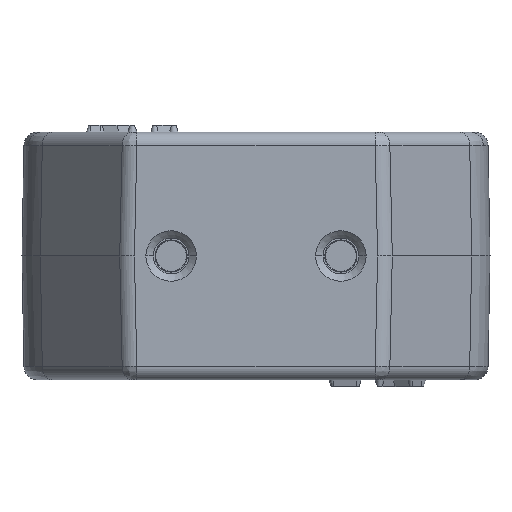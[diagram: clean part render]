
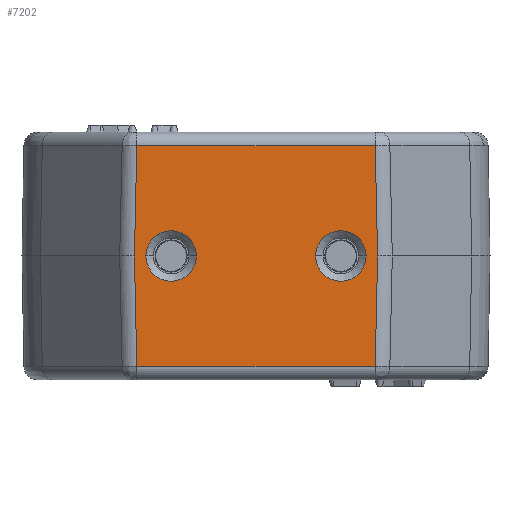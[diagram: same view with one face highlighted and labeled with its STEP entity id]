
A CAD part, front view. The second image highlights one B-rep face of the part: STEP entity #7202.
In plain terms, the highlighted planar face has unit normal (0, -1, 0).
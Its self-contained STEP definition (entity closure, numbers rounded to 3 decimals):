
#27 = CARTESIAN_POINT ( 'NONE',  ( -27.089, -67.5, 27.031 ) ) ;
#28 = DIRECTION ( 'NONE',  ( 0.022, 0., -1. ) ) ;
#33 = CARTESIAN_POINT ( 'NONE',  ( 18.5, -67.5, 0. ) ) ;
#36 = CARTESIAN_POINT ( 'NONE',  ( -18.5, -67.5, 0. ) ) ;
#39 = CARTESIAN_POINT ( 'NONE',  ( 25.91, -67.5, -24. ) ) ;
#40 = DIRECTION ( 'NONE',  ( 1., 0., 0. ) ) ;
#42 = DIRECTION ( 'NONE',  ( 0., -1., 0. ) ) ;
#43 = DIRECTION ( 'NONE',  ( 1., 0., 0. ) ) ;
#44 = CARTESIAN_POINT ( 'NONE',  ( 27.062, -67.5, 25.788 ) ) ;
#45 = DIRECTION ( 'NONE',  ( 0.022, 0., 1. ) ) ;
#47 = DIRECTION ( 'NONE',  ( 0., -1., 0. ) ) ;
#48 = DIRECTION ( 'NONE',  ( -1., 0., 0. ) ) ;
#49 = CARTESIAN_POINT ( 'NONE',  ( -28.5, -67.5, 24. ) ) ;
#50 = DIRECTION ( 'NONE',  ( -1., 0., 0. ) ) ;
#2957 = FACE_BOUND ( 'NONE', #5192, .T. ) ;
#2964 = FACE_BOUND ( 'NONE', #5031, .T. ) ;
#2966 = FACE_OUTER_BOUND ( 'NONE', #5138, .T. ) ;
#3834 = CARTESIAN_POINT ( 'NONE',  ( -18.5, -67.5, 0. ) ) ;
#3835 = DIRECTION ( 'NONE',  ( 0., -1., 0. ) ) ;
#3836 = DIRECTION ( 'NONE',  ( -1., 0., 0. ) ) ;
#3844 = CARTESIAN_POINT ( 'NONE',  ( 18.5, -67.5, 0. ) ) ;
#3845 = DIRECTION ( 'NONE',  ( 0., -1., 0. ) ) ;
#3846 = DIRECTION ( 'NONE',  ( 1., 0., 0. ) ) ;
#4236 = CARTESIAN_POINT ( 'NONE',  ( 25.884, -67.5, 28.187 ) ) ;
#4238 = DIRECTION ( 'NONE',  ( -0.022, 0., 1. ) ) ;
#4252 = CARTESIAN_POINT ( 'NONE',  ( -25.911, -67.5, 26.944 ) ) ;
#4253 = DIRECTION ( 'NONE',  ( -0.022, 0., -1. ) ) ;
#4324 = CIRCLE ( 'NONE', #8018, 5.5 ) ;
#4330 = CIRCLE ( 'NONE', #8021, 5.5 ) ;
#4567 = LINE ( 'NONE', #4236, #4577 ) ;
#4577 = VECTOR ( 'NONE', #4238, 1000. ) ;
#4585 = VECTOR ( 'NONE', #4253, 1000. ) ;
#4586 = LINE ( 'NONE', #4252, #4585 ) ;
#4628 = LINE ( 'NONE', #44, #4638 ) ;
#4632 = LINE ( 'NONE', #27, #4633 ) ;
#4633 = VECTOR ( 'NONE', #28, 1000. ) ;
#4634 = LINE ( 'NONE', #49, #4640 ) ;
#4635 = LINE ( 'NONE', #39, #4636 ) ;
#4636 = VECTOR ( 'NONE', #40, 1000. ) ;
#4638 = VECTOR ( 'NONE', #45, 1000. ) ;
#4640 = VECTOR ( 'NONE', #50, 1000. ) ;
#4641 = CIRCLE ( 'NONE', #8073, 5.5 ) ;
#4644 = CIRCLE ( 'NONE', #8074, 5.5 ) ;
#5031 = EDGE_LOOP ( 'NONE', ( #13825, #13826 ) ) ;
#5138 = EDGE_LOOP ( 'NONE', ( #13827, #13828, #13829, #13830, #13831, #13832 ) ) ;
#5192 = EDGE_LOOP ( 'NONE', ( #13823, #13824 ) ) ;
#7202 = ADVANCED_FACE ( 'NONE', ( #2957, #2964, #2966 ), #8233, .F. ) ;
#7274 = VERTEX_POINT ( 'NONE', #8550 ) ;
#7277 = VERTEX_POINT ( 'NONE', #8553 ) ;
#7281 = VERTEX_POINT ( 'NONE', #8557 ) ;
#7282 = VERTEX_POINT ( 'NONE', #8558 ) ;
#7387 = VERTEX_POINT ( 'NONE', #8663 ) ;
#7391 = VERTEX_POINT ( 'NONE', #8667 ) ;
#7400 = VERTEX_POINT ( 'NONE', #8676 ) ;
#7432 = VERTEX_POINT ( 'NONE', #8708 ) ;
#7444 = VERTEX_POINT ( 'NONE', #8720 ) ;
#7445 = VERTEX_POINT ( 'NONE', #8721 ) ;
#7813 = AXIS2_PLACEMENT_3D ( 'NONE', #8232, #8234, #8235 ) ;
#8018 = AXIS2_PLACEMENT_3D ( 'NONE', #3834, #3835, #3836 ) ;
#8021 = AXIS2_PLACEMENT_3D ( 'NONE', #3844, #3845, #3846 ) ;
#8073 = AXIS2_PLACEMENT_3D ( 'NONE', #33, #42, #43 ) ;
#8074 = AXIS2_PLACEMENT_3D ( 'NONE', #36, #47, #48 ) ;
#8232 = CARTESIAN_POINT ( 'NONE',  ( -28.5, -67.5, 27. ) ) ;
#8233 = PLANE ( 'NONE',  #7813 ) ;
#8234 = DIRECTION ( 'NONE',  ( 0., 1., 0. ) ) ;
#8235 = DIRECTION ( 'NONE',  ( -1., 0., 0. ) ) ;
#8550 = CARTESIAN_POINT ( 'NONE',  ( -13., -67.5, 0. ) ) ;
#8553 = CARTESIAN_POINT ( 'NONE',  ( 25.976, -67.5, 24. ) ) ;
#8557 = CARTESIAN_POINT ( 'NONE',  ( -25.976, -67.5, 24. ) ) ;
#8558 = CARTESIAN_POINT ( 'NONE',  ( 26.499, -67.5, 0. ) ) ;
#8663 = CARTESIAN_POINT ( 'NONE',  ( -26.499, -67.5, 0. ) ) ;
#8667 = CARTESIAN_POINT ( 'NONE',  ( -25.976, -67.5, -24. ) ) ;
#8676 = CARTESIAN_POINT ( 'NONE',  ( 25.976, -67.5, -24. ) ) ;
#8708 = CARTESIAN_POINT ( 'NONE',  ( -24., -67.5, 0. ) ) ;
#8720 = CARTESIAN_POINT ( 'NONE',  ( 24., -67.5, 0. ) ) ;
#8721 = CARTESIAN_POINT ( 'NONE',  ( 13., -67.5, 0. ) ) ;
#10947 = EDGE_CURVE ( 'NONE', #7274, #7432, #4324, .T. ) ;
#10951 = EDGE_CURVE ( 'NONE', #7445, #7444, #4330, .T. ) ;
#11113 = EDGE_CURVE ( 'NONE', #7282, #7277, #4567, .T. ) ;
#11118 = EDGE_CURVE ( 'NONE', #7281, #7387, #4586, .T. ) ;
#11150 = EDGE_CURVE ( 'NONE', #7387, #7391, #4632, .T. ) ;
#11154 = EDGE_CURVE ( 'NONE', #7391, #7400, #4635, .T. ) ;
#11155 = EDGE_CURVE ( 'NONE', #7444, #7445, #4641, .T. ) ;
#11156 = EDGE_CURVE ( 'NONE', #7400, #7282, #4628, .T. ) ;
#11157 = EDGE_CURVE ( 'NONE', #7432, #7274, #4644, .T. ) ;
#11158 = EDGE_CURVE ( 'NONE', #7277, #7281, #4634, .T. ) ;
#13823 = ORIENTED_EDGE ( 'NONE', *, *, #11157, .F. ) ;
#13824 = ORIENTED_EDGE ( 'NONE', *, *, #10947, .F. ) ;
#13825 = ORIENTED_EDGE ( 'NONE', *, *, #11155, .F. ) ;
#13826 = ORIENTED_EDGE ( 'NONE', *, *, #10951, .F. ) ;
#13827 = ORIENTED_EDGE ( 'NONE', *, *, #11150, .T. ) ;
#13828 = ORIENTED_EDGE ( 'NONE', *, *, #11154, .T. ) ;
#13829 = ORIENTED_EDGE ( 'NONE', *, *, #11156, .T. ) ;
#13830 = ORIENTED_EDGE ( 'NONE', *, *, #11113, .T. ) ;
#13831 = ORIENTED_EDGE ( 'NONE', *, *, #11158, .T. ) ;
#13832 = ORIENTED_EDGE ( 'NONE', *, *, #11118, .T. ) ;
